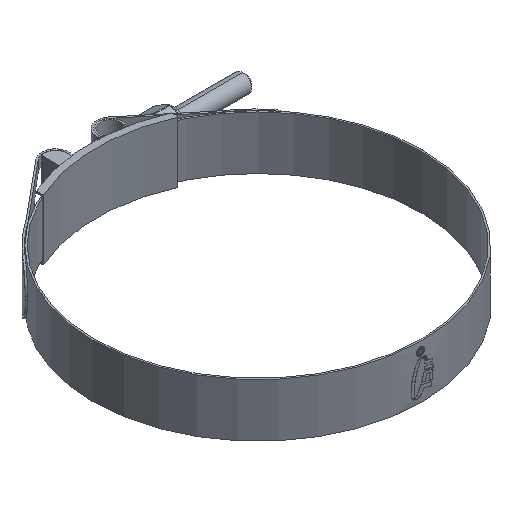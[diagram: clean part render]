
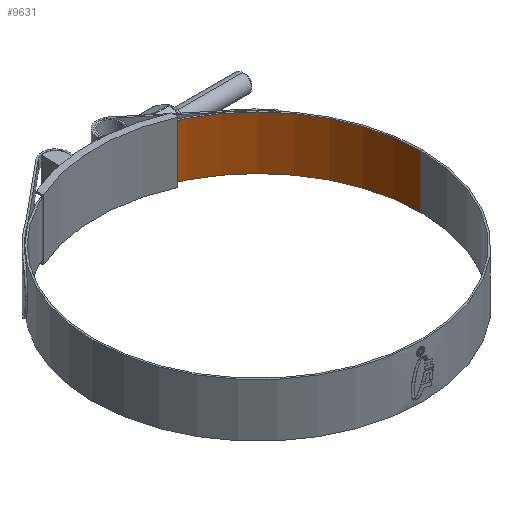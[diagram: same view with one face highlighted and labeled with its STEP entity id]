
A CAD part, isometric view. The second image highlights one B-rep face of the part: STEP entity #9631.
In plain terms, the highlighted cylindrical face has radius 59 mm (diameter 118 mm), a partial arc.
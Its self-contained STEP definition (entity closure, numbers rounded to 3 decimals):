
#1476 = VECTOR ( 'NONE', #5889, 1000. ) ;
#1481 = EDGE_CURVE ( 'NONE', #13986, #7091, #5827, .T. ) ;
#1641 = LINE ( 'NONE', #3624, #9823 ) ;
#2581 = CARTESIAN_POINT ( 'NONE',  ( 59., 0., 9.65 ) ) ;
#2667 = VERTEX_POINT ( 'NONE', #7648 ) ;
#2810 = CARTESIAN_POINT ( 'NONE',  ( 0., 0., 9.65 ) ) ;
#2998 = EDGE_CURVE ( 'NONE', #2667, #6912, #8852, .T. ) ;
#3032 = DIRECTION ( 'NONE',  ( 0., 0., -1. ) ) ;
#3624 = CARTESIAN_POINT ( 'NONE',  ( 59., 0., 9.65 ) ) ;
#3816 = AXIS2_PLACEMENT_3D ( 'NONE', #4450, #7739, #12364 ) ;
#4450 = CARTESIAN_POINT ( 'NONE',  ( 0., 0., 9.65 ) ) ;
#4812 = EDGE_CURVE ( 'NONE', #7091, #6912, #1641, .T. ) ;
#5827 = CIRCLE ( 'NONE', #10065, 59. ) ;
#5889 = DIRECTION ( 'NONE',  ( 0., 0., -1. ) ) ;
#6112 = DIRECTION ( 'NONE',  ( 0., 0., -1. ) ) ;
#6912 = VERTEX_POINT ( 'NONE', #14277 ) ;
#7050 = LINE ( 'NONE', #10357, #1476 ) ;
#7091 = VERTEX_POINT ( 'NONE', #2581 ) ;
#7221 = CARTESIAN_POINT ( 'NONE',  ( 9.219, 58.275, 9.65 ) ) ;
#7648 = CARTESIAN_POINT ( 'NONE',  ( 9.219, 58.275, -9.65 ) ) ;
#7739 = DIRECTION ( 'NONE',  ( 0., 0., -1. ) ) ;
#7811 = EDGE_LOOP ( 'NONE', ( #9698, #12734, #12580, #11596 ) ) ;
#8852 = CIRCLE ( 'NONE', #11906, 59. ) ;
#8925 = FACE_OUTER_BOUND ( 'NONE', #7811, .T. ) ;
#8957 = EDGE_CURVE ( 'NONE', #13986, #2667, #7050, .T. ) ;
#9631 = ADVANCED_FACE ( 'NONE', ( #8925 ), #14484, .F. ) ;
#9698 = ORIENTED_EDGE ( 'NONE', *, *, #4812, .F. ) ;
#9823 = VECTOR ( 'NONE', #6112, 1000. ) ;
#10065 = AXIS2_PLACEMENT_3D ( 'NONE', #2810, #11568, #11646 ) ;
#10357 = CARTESIAN_POINT ( 'NONE',  ( 9.219, 58.275, 9.65 ) ) ;
#10878 = CARTESIAN_POINT ( 'NONE',  ( 0., 0., -9.65 ) ) ;
#11568 = DIRECTION ( 'NONE',  ( 0., 0., -1. ) ) ;
#11596 = ORIENTED_EDGE ( 'NONE', *, *, #2998, .T. ) ;
#11646 = DIRECTION ( 'NONE',  ( -1., 0., 0. ) ) ;
#11906 = AXIS2_PLACEMENT_3D ( 'NONE', #10878, #3032, #13942 ) ;
#12364 = DIRECTION ( 'NONE',  ( -1., 0., 0. ) ) ;
#12580 = ORIENTED_EDGE ( 'NONE', *, *, #8957, .T. ) ;
#12734 = ORIENTED_EDGE ( 'NONE', *, *, #1481, .F. ) ;
#13942 = DIRECTION ( 'NONE',  ( -1., 0., 0. ) ) ;
#13986 = VERTEX_POINT ( 'NONE', #7221 ) ;
#14277 = CARTESIAN_POINT ( 'NONE',  ( 59., 0., -9.65 ) ) ;
#14484 = CYLINDRICAL_SURFACE ( 'NONE', #3816, 59. ) ;
